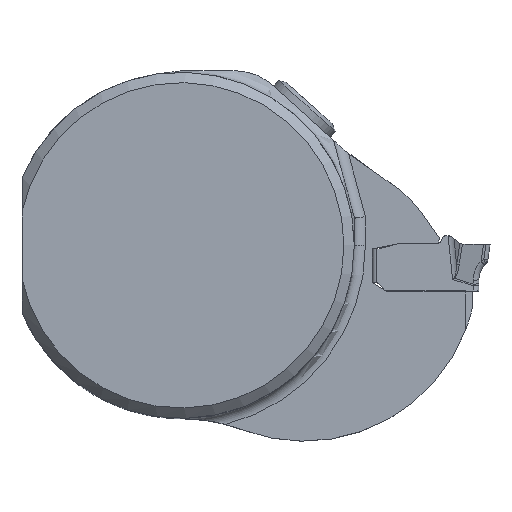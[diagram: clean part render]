
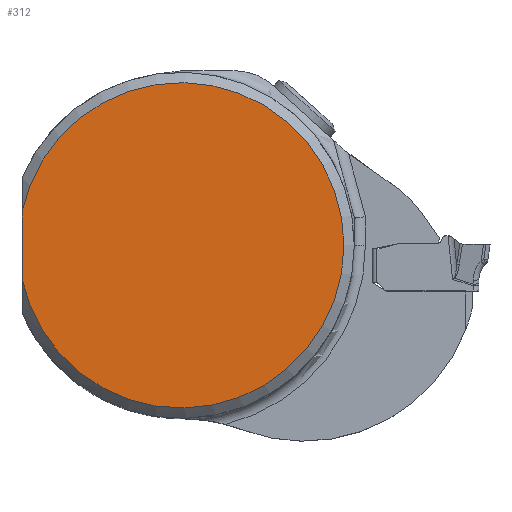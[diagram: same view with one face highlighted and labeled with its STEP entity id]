
A CAD part, top view. The second image highlights one B-rep face of the part: STEP entity #312.
In plain terms, the highlighted planar face has unit normal (0, 0, 1).
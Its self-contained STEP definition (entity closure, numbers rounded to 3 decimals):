
#182=FACE_OUTER_BOUND('',#561,.T.);
#312=ADVANCED_FACE('',(#182),#444,.F.);
#444=PLANE('',#2490);
#504=CIRCLE('',#2489,11.75);
#561=EDGE_LOOP('',(#880,#881));
#880=ORIENTED_EDGE('',*,*,#1772,.F.);
#881=ORIENTED_EDGE('',*,*,#1773,.T.);
#1554=VERTEX_POINT('',#3358);
#1555=VERTEX_POINT('',#3359);
#1772=EDGE_CURVE('',#1554,#1555,#2096,.T.);
#1773=EDGE_CURVE('',#1554,#1555,#504,.T.);
#2096=LINE('',#3357,#2256);
#2256=VECTOR('',#2732,1.);
#2489=AXIS2_PLACEMENT_3D('',#3360,#2733,#2734);
#2490=AXIS2_PLACEMENT_3D('',#3361,#2735,#2736);
#2732=DIRECTION('',(0.,1.,0.));
#2733=DIRECTION('',(0.,0.,1.));
#2734=DIRECTION('',(1.,0.,0.));
#2735=DIRECTION('',(0.,0.,-1.));
#2736=DIRECTION('',(1.,0.,0.));
#3357=CARTESIAN_POINT('',(-11.5,0.,0.3));
#3358=CARTESIAN_POINT('',(-11.5,-2.411,0.3));
#3359=CARTESIAN_POINT('',(-11.5,2.411,0.3));
#3360=CARTESIAN_POINT('',(0.,0.,0.3));
#3361=CARTESIAN_POINT('',(0.,0.,0.3));
